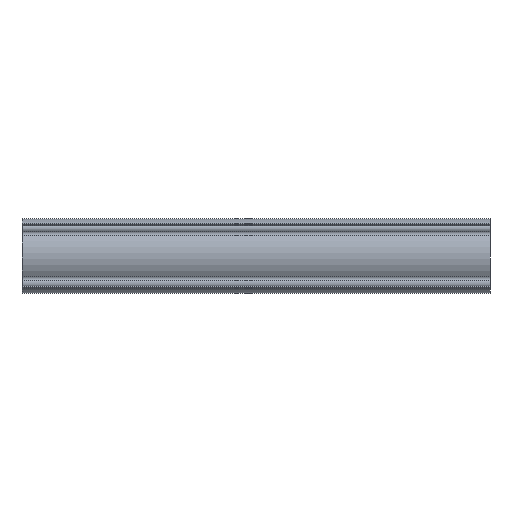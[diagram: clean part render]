
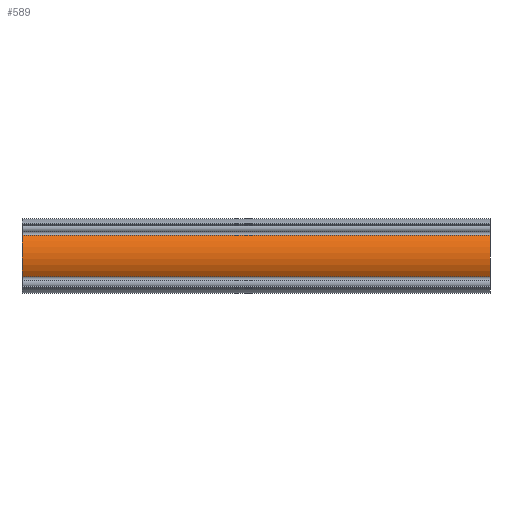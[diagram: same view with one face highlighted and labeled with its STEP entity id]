
A CAD part, left-side view. The second image highlights one B-rep face of the part: STEP entity #589.
In plain terms, the highlighted cylindrical face has radius 35.75 mm (diameter 71.5 mm), a partial arc.
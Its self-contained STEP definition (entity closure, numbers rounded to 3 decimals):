
#10 = DIRECTION ( 'NONE',  ( 0., -1., 0. ) ) ;
#40 = AXIS2_PLACEMENT_3D ( 'NONE', #1585, #554, #1574 ) ;
#50 = CARTESIAN_POINT ( 'NONE',  ( -29.684, 225., 19.922 ) ) ;
#126 = CARTESIAN_POINT ( 'NONE',  ( -29.684, -225., -19.922 ) ) ;
#177 = CIRCLE ( 'NONE', #40, 35.75 ) ;
#218 = CIRCLE ( 'NONE', #1053, 35.75 ) ;
#440 = CARTESIAN_POINT ( 'NONE',  ( -29.684, 225., -19.922 ) ) ;
#470 = VECTOR ( 'NONE', #1019, 1000. ) ;
#498 = FACE_OUTER_BOUND ( 'NONE', #1098, .T. ) ;
#522 = EDGE_CURVE ( 'NONE', #901, #1306, #218, .T. ) ;
#532 = EDGE_CURVE ( 'NONE', #1642, #1600, #177, .T. ) ;
#534 = DIRECTION ( 'NONE',  ( 0., 0., 1. ) ) ;
#545 = CARTESIAN_POINT ( 'NONE',  ( 0., -225., 0. ) ) ;
#554 = DIRECTION ( 'NONE',  ( 0., 1., 0. ) ) ;
#578 = DIRECTION ( 'NONE',  ( 0., -1., 0. ) ) ;
#589 = ADVANCED_FACE ( 'NONE', ( #498 ), #1047, .T. ) ;
#689 = CARTESIAN_POINT ( 'NONE',  ( -29.684, 225., 19.922 ) ) ;
#722 = CARTESIAN_POINT ( 'NONE',  ( -29.684, 225., -19.922 ) ) ;
#740 = EDGE_CURVE ( 'NONE', #1642, #901, #1525, .T. ) ;
#769 = ORIENTED_EDGE ( 'NONE', *, *, #532, .F. ) ;
#854 = DIRECTION ( 'NONE',  ( 0., 0., -1. ) ) ;
#901 = VERTEX_POINT ( 'NONE', #126 ) ;
#905 = LINE ( 'NONE', #50, #470 ) ;
#915 = AXIS2_PLACEMENT_3D ( 'NONE', #1710, #10, #854 ) ;
#924 = CARTESIAN_POINT ( 'NONE',  ( -29.684, -225., 19.922 ) ) ;
#957 = DIRECTION ( 'NONE',  ( 0., 1., 0. ) ) ;
#1019 = DIRECTION ( 'NONE',  ( 0., 1., 0. ) ) ;
#1047 = CYLINDRICAL_SURFACE ( 'NONE', #915, 35.75 ) ;
#1053 = AXIS2_PLACEMENT_3D ( 'NONE', #545, #957, #534 ) ;
#1098 = EDGE_LOOP ( 'NONE', ( #1127, #1766, #769, #1644 ) ) ;
#1127 = ORIENTED_EDGE ( 'NONE', *, *, #522, .T. ) ;
#1198 = EDGE_CURVE ( 'NONE', #1306, #1600, #905, .T. ) ;
#1306 = VERTEX_POINT ( 'NONE', #924 ) ;
#1478 = VECTOR ( 'NONE', #578, 1000. ) ;
#1525 = LINE ( 'NONE', #440, #1478 ) ;
#1574 = DIRECTION ( 'NONE',  ( 0., 0., 1. ) ) ;
#1585 = CARTESIAN_POINT ( 'NONE',  ( 0., 225., 0. ) ) ;
#1600 = VERTEX_POINT ( 'NONE', #689 ) ;
#1642 = VERTEX_POINT ( 'NONE', #722 ) ;
#1644 = ORIENTED_EDGE ( 'NONE', *, *, #740, .T. ) ;
#1710 = CARTESIAN_POINT ( 'NONE',  ( 0., 225., 0. ) ) ;
#1766 = ORIENTED_EDGE ( 'NONE', *, *, #1198, .T. ) ;
